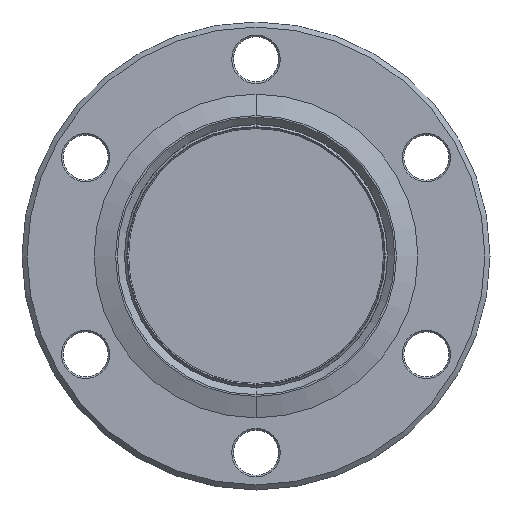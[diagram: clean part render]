
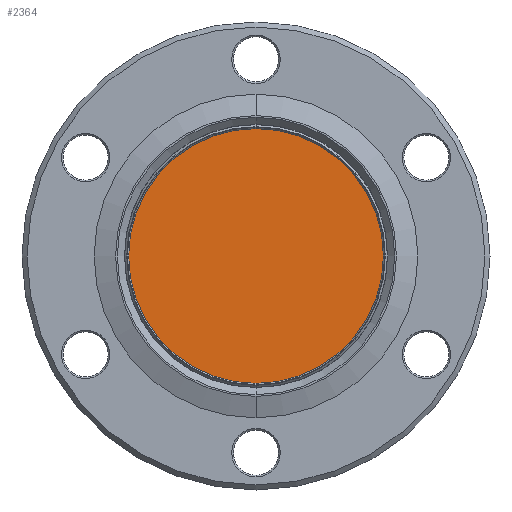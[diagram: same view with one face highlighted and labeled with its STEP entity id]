
A CAD part, front view. The second image highlights one B-rep face of the part: STEP entity #2364.
In plain terms, the highlighted planar face has unit normal (0, -1, 0).
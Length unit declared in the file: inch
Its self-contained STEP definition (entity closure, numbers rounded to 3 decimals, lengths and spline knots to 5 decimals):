
#315 = DIRECTION ( 'NONE',  ( 0., 0., 1. ) ) ;
#316 = DIRECTION ( 'NONE',  ( 0., -1., 0. ) ) ;
#317 = CARTESIAN_POINT ( 'NONE',  ( 0., -0.399, 0. ) ) ;
#433 = DIRECTION ( 'NONE',  ( 0., 0., 1. ) ) ;
#434 = DIRECTION ( 'NONE',  ( 0., -1., 0. ) ) ;
#436 = CARTESIAN_POINT ( 'NONE',  ( 0., -0.399, 0. ) ) ;
#735 = EDGE_LOOP ( 'NONE', ( #1098, #1060 ) ) ;
#1060 = ORIENTED_EDGE ( 'NONE', *, *, #2153, .T. ) ;
#1098 = ORIENTED_EDGE ( 'NONE', *, *, #2207, .T. ) ;
#1155 = AXIS2_PLACEMENT_3D ( 'NONE', #436, #434, #433 ) ;
#1160 = CIRCLE ( 'NONE', #1155, 0.7495 ) ;
#1466 = AXIS2_PLACEMENT_3D ( 'NONE', #317, #316, #315 ) ;
#1484 = CIRCLE ( 'NONE', #1466, 0.7495 ) ;
#1533 = AXIS2_PLACEMENT_3D ( 'NONE', #2048, #2042, #2041 ) ;
#1799 = CARTESIAN_POINT ( 'NONE',  ( 0., -0.399, 0.7495 ) ) ;
#1800 = CARTESIAN_POINT ( 'NONE',  ( 0., -0.399, -0.7495 ) ) ;
#1964 = VERTEX_POINT ( 'NONE', #1800 ) ;
#1965 = VERTEX_POINT ( 'NONE', #1799 ) ;
#2041 = DIRECTION ( 'NONE',  ( 0.473, 0., -0.881 ) ) ;
#2042 = DIRECTION ( 'NONE',  ( 0., 1., 0. ) ) ;
#2044 = PLANE ( 'NONE',  #1533 ) ;
#2045 = FACE_OUTER_BOUND ( 'NONE', #735, .T. ) ;
#2048 = CARTESIAN_POINT ( 'NONE',  ( 0., -0.399, 0. ) ) ;
#2153 = EDGE_CURVE ( 'NONE', #1964, #1965, #1160, .T. ) ;
#2207 = EDGE_CURVE ( 'NONE', #1965, #1964, #1484, .T. ) ;
#2364 = ADVANCED_FACE ( 'NONE', ( #2045 ), #2044, .F. ) ;
